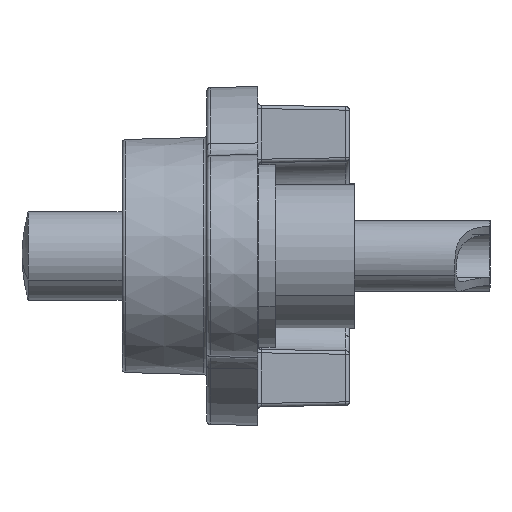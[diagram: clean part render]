
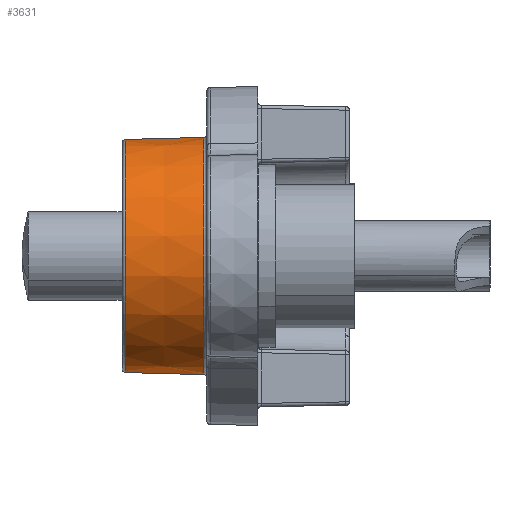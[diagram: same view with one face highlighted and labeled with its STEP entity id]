
A CAD part, left-side view. The second image highlights one B-rep face of the part: STEP entity #3631.
In plain terms, the highlighted conical face has half-angle 1.5 degrees and reference radius 3.497 mm.
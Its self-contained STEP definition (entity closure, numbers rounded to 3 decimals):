
#287 = LINE ( 'NONE', #12820, #8261 ) ;
#293 = DIRECTION ( 'NONE',  ( 0., -1., 0. ) ) ;
#429 = CARTESIAN_POINT ( 'NONE',  ( 0., 1.597, 0. ) ) ;
#1082 = AXIS2_PLACEMENT_3D ( 'NONE', #6035, #10657, #5502 ) ;
#1362 = DIRECTION ( 'NONE',  ( 0., 0., -1. ) ) ;
#1480 = DIRECTION ( 'NONE',  ( 0., -1., 0. ) ) ;
#2336 = EDGE_CURVE ( 'NONE', #10523, #12558, #10024, .T. ) ;
#2511 = DIRECTION ( 'NONE',  ( 0., 0., -1. ) ) ;
#2572 = LINE ( 'NONE', #10066, #2907 ) ;
#2907 = VECTOR ( 'NONE', #5884, 1000. ) ;
#3310 = AXIS2_PLACEMENT_3D ( 'NONE', #429, #1480, #2511 ) ;
#3512 = VERTEX_POINT ( 'NONE', #7681 ) ;
#3631 = ADVANCED_FACE ( 'NONE', ( #12426 ), #12734, .T. ) ;
#4015 = ORIENTED_EDGE ( 'NONE', *, *, #10286, .T. ) ;
#4492 = ORIENTED_EDGE ( 'NONE', *, *, #5722, .T. ) ;
#4726 = CARTESIAN_POINT ( 'NONE',  ( 0., 1.597, -3.497 ) ) ;
#5417 = CARTESIAN_POINT ( 'NONE',  ( 0., 3.903, 3.437 ) ) ;
#5502 = DIRECTION ( 'NONE',  ( 0., 0., 1. ) ) ;
#5722 = EDGE_CURVE ( 'NONE', #3512, #10523, #2572, .T. ) ;
#5884 = DIRECTION ( 'NONE',  ( 0., -1., -0.026 ) ) ;
#6035 = CARTESIAN_POINT ( 'NONE',  ( 0., 1.597, 0. ) ) ;
#6105 = ORIENTED_EDGE ( 'NONE', *, *, #12268, .F. ) ;
#6111 = VERTEX_POINT ( 'NONE', #5417 ) ;
#7681 = CARTESIAN_POINT ( 'NONE',  ( 0., 3.903, -3.437 ) ) ;
#7953 = CARTESIAN_POINT ( 'NONE',  ( 0., 1.597, 3.497 ) ) ;
#8261 = VECTOR ( 'NONE', #11715, 1000. ) ;
#9452 = CIRCLE ( 'NONE', #12678, 3.437 ) ;
#10024 = CIRCLE ( 'NONE', #1082, 3.497 ) ;
#10066 = CARTESIAN_POINT ( 'NONE',  ( 0., -499000., -13070.314 ) ) ;
#10286 = EDGE_CURVE ( 'NONE', #6111, #3512, #9452, .T. ) ;
#10523 = VERTEX_POINT ( 'NONE', #4726 ) ;
#10617 = CARTESIAN_POINT ( 'NONE',  ( 0., 3.903, 0. ) ) ;
#10657 = DIRECTION ( 'NONE',  ( 0., 1., 0. ) ) ;
#11443 = EDGE_LOOP ( 'NONE', ( #4492, #11844, #6105, #4015 ) ) ;
#11715 = DIRECTION ( 'NONE',  ( 0., -1., 0.026 ) ) ;
#11844 = ORIENTED_EDGE ( 'NONE', *, *, #2336, .T. ) ;
#12268 = EDGE_CURVE ( 'NONE', #6111, #12558, #287, .T. ) ;
#12426 = FACE_OUTER_BOUND ( 'NONE', #11443, .T. ) ;
#12558 = VERTEX_POINT ( 'NONE', #7953 ) ;
#12678 = AXIS2_PLACEMENT_3D ( 'NONE', #10617, #293, #1362 ) ;
#12734 = CONICAL_SURFACE ( 'NONE', #3310, 3.497, 0.026 ) ;
#12820 = CARTESIAN_POINT ( 'NONE',  ( 0., 1.5, 3.5 ) ) ;
